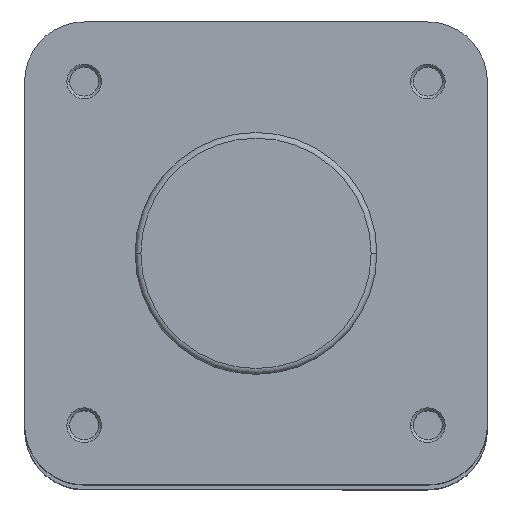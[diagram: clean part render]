
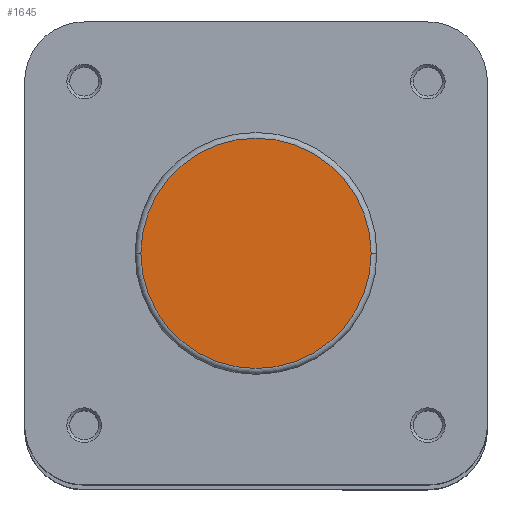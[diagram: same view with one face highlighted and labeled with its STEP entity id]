
A CAD part, top view. The second image highlights one B-rep face of the part: STEP entity #1645.
In plain terms, the highlighted planar face has unit normal (0, 0, 1).
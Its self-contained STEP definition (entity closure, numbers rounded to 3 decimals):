
#312 = EDGE_CURVE ( 'NONE', #2887, #2883, #1280, .T. ) ;
#364 = EDGE_CURVE ( 'NONE', #2883, #2887, #1357, .T. ) ;
#488 = AXIS2_PLACEMENT_3D ( 'NONE', #2942, #2949, #2950 ) ;
#511 = AXIS2_PLACEMENT_3D ( 'NONE', #1976, #1739, #1716 ) ;
#641 = EDGE_LOOP ( 'NONE', ( #2550, #2531 ) ) ;
#1280 = CIRCLE ( 'NONE', #511, 19.9 ) ;
#1357 = CIRCLE ( 'NONE', #488, 19.9 ) ;
#1645 = ADVANCED_FACE ( 'NONE', ( #4868 ), #3797, .F. ) ;
#1716 = DIRECTION ( 'NONE',  ( -1., 0., 0. ) ) ;
#1739 = DIRECTION ( 'NONE',  ( 0., 0., 1. ) ) ;
#1976 = CARTESIAN_POINT ( 'NONE',  ( 0., 0., 0. ) ) ;
#2531 = ORIENTED_EDGE ( 'NONE', *, *, #312, .T. ) ;
#2550 = ORIENTED_EDGE ( 'NONE', *, *, #364, .T. ) ;
#2883 = VERTEX_POINT ( 'NONE', #4010 ) ;
#2887 = VERTEX_POINT ( 'NONE', #4014 ) ;
#2942 = CARTESIAN_POINT ( 'NONE',  ( 0., 0., 0. ) ) ;
#2949 = DIRECTION ( 'NONE',  ( 0., 0., 1. ) ) ;
#2950 = DIRECTION ( 'NONE',  ( -1., 0., 0. ) ) ;
#3796 = CARTESIAN_POINT ( 'NONE',  ( 0., 20.9, 0. ) ) ;
#3797 = PLANE ( 'NONE',  #4440 ) ;
#3799 = DIRECTION ( 'NONE',  ( 0., 0., -1. ) ) ;
#3800 = DIRECTION ( 'NONE',  ( -1., 0., 0. ) ) ;
#4010 = CARTESIAN_POINT ( 'NONE',  ( -19.9, 0., 0. ) ) ;
#4014 = CARTESIAN_POINT ( 'NONE',  ( 19.9, 0., 0. ) ) ;
#4440 = AXIS2_PLACEMENT_3D ( 'NONE', #3796, #3799, #3800 ) ;
#4868 = FACE_OUTER_BOUND ( 'NONE', #641, .T. ) ;
